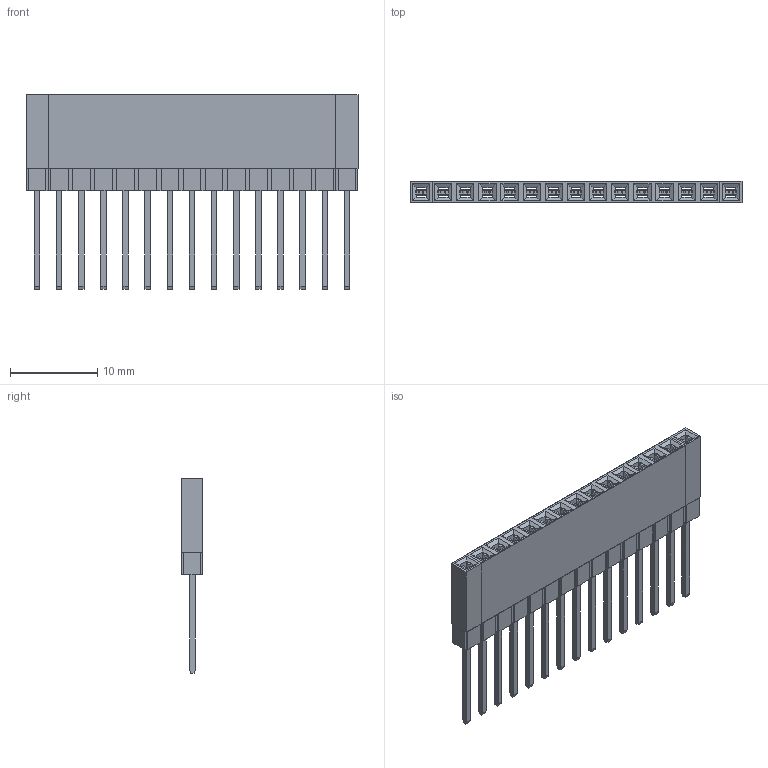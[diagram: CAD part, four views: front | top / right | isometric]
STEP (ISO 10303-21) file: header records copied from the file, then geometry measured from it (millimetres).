
FILE_DESCRIPTION(/* description */ (''),/* implementation_level */ '2;1');
FILE_NAME(/* name */ 'Hdr Con Female Stackable.step',/* time_stamp */ '2022-09-10T13:28:25+03:00',/* author */ (''),/* organization */ (''),/* preprocessor_version */ 'ST-DEVELOPER v19',/* originating_system */ 'Autodesk Translation Framework v11.7.0.108',/* authorisation */ '');
FILE_SCHEMA (('AUTOMOTIVE_DESIGN { 1 0 10303 214 3 1 1 }'));
Length unit declared in the file: inch
Products named in the file (4): (Unsaved); Component1; Component2; Component3
Assembly tree (3 placements, depth 2):
  (Unsaved)
    Component1
    Component2
    Component3
Bounding box: 38.1 x 2.41 x 22.35 mm (x, y, z)
Volume: 1612.2 mm3; surface area: 4684 mm2
Topology: 19 solids, 19 shells, 959 faces, 2606 edges, 1700 vertices
Faces by surface type: plane 959
Entity records: 29765 total; most frequent: CARTESIAN_POINT 5272, ORIENTED_EDGE 5212, DIRECTION 4538, LINE 2606, VECTOR 2606, EDGE_CURVE 2606, VERTEX_POINT 1700, EDGE_LOOP 1086
